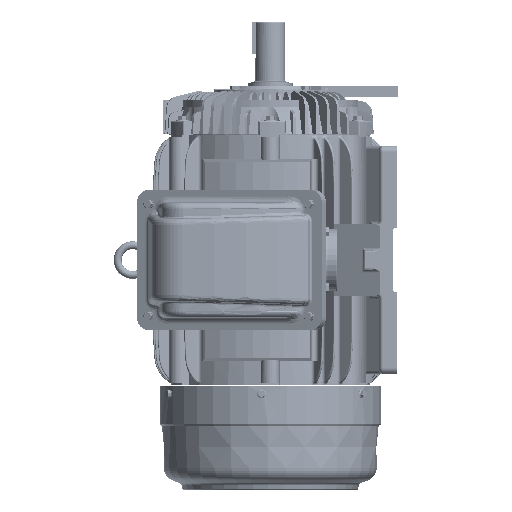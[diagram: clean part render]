
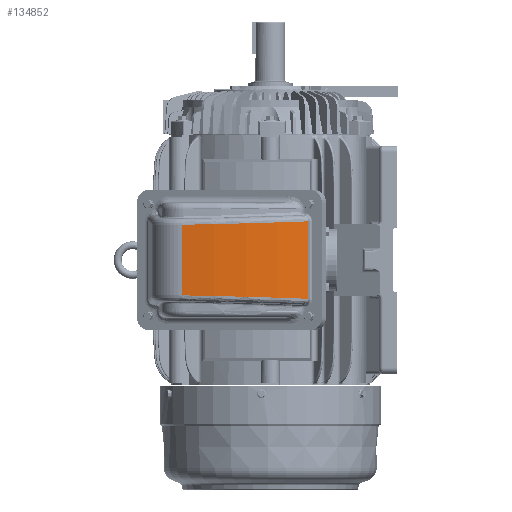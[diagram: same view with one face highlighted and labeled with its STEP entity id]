
A CAD part, left-side view. The second image highlights one B-rep face of the part: STEP entity #134852.
In plain terms, the highlighted cylindrical face has radius 520 mm (diameter 1040 mm), a partial arc.
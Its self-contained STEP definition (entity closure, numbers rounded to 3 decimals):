
#132912=CARTESIAN_POINT('Vertex',(-394.673,-61.145,61.951)) ;
#132916=CARTESIAN_POINT('Control Point',(-394.673,-61.145,61.951)) ;
#132917=CARTESIAN_POINT('Control Point',(-394.671,-61.152,61.823)) ;
#132918=CARTESIAN_POINT('Control Point',(-394.67,-61.155,61.695)) ;
#132919=CARTESIAN_POINT('Control Point',(-394.67,-61.155,61.567)) ;
#132920=CARTESIAN_POINT('Vertex',(-394.67,-61.155,61.567)) ;
#132948=CARTESIAN_POINT('Line Origine',(-394.67,-61.155,0.)) ;
#132952=CARTESIAN_POINT('Vertex',(-394.67,-61.155,-61.567)) ;
#132973=CARTESIAN_POINT('Control Point',(-394.67,-61.155,-61.567)) ;
#132974=CARTESIAN_POINT('Control Point',(-394.67,-61.155,-61.695)) ;
#132975=CARTESIAN_POINT('Control Point',(-394.671,-61.152,-61.823)) ;
#132976=CARTESIAN_POINT('Control Point',(-394.673,-61.145,-61.951)) ;
#132977=CARTESIAN_POINT('Vertex',(-394.673,-61.145,-61.951)) ;
#134652=CARTESIAN_POINT('Vertex',(-411.088,141.343,56.474)) ;
#134762=CARTESIAN_POINT('Control Point',(-412.864,39.278,58.774)) ;
#134763=CARTESIAN_POINT('Control Point',(-414.517,59.658,58.223)) ;
#134764=CARTESIAN_POINT('Control Point',(-415.168,80.12,57.716)) ;
#134765=CARTESIAN_POINT('Control Point',(-414.811,100.599,57.254)) ;
#134766=CARTESIAN_POINT('Control Point',(-413.449,121.029,56.84)) ;
#134767=CARTESIAN_POINT('Control Point',(-411.088,141.343,56.474)) ;
#134768=CARTESIAN_POINT('Vertex',(-412.864,39.278,58.774)) ;
#134772=CARTESIAN_POINT('Control Point',(-394.673,-61.145,61.951)) ;
#134773=CARTESIAN_POINT('Control Point',(-400.273,-41.486,61.235)) ;
#134774=CARTESIAN_POINT('Control Point',(-404.907,-21.549,60.558)) ;
#134775=CARTESIAN_POINT('Control Point',(-408.557,-1.4,59.921)) ;
#134776=CARTESIAN_POINT('Control Point',(-411.211,18.898,59.325)) ;
#134777=CARTESIAN_POINT('Control Point',(-412.864,39.278,58.774)) ;
#134791=CARTESIAN_POINT('Axis2P3D Location',(105.435,81.306,0.)) ;
#134796=CARTESIAN_POINT('Line Origine',(-411.088,141.343,0.)) ;
#134800=CARTESIAN_POINT('Vertex',(-411.088,141.343,-56.474)) ;
#134804=CARTESIAN_POINT('Control Point',(-411.088,141.343,-56.474)) ;
#134805=CARTESIAN_POINT('Control Point',(-412.263,131.23,-56.656)) ;
#134806=CARTESIAN_POINT('Control Point',(-413.194,121.067,-56.85)) ;
#134807=CARTESIAN_POINT('Control Point',(-413.875,110.874,-57.057)) ;
#134808=CARTESIAN_POINT('Control Point',(-414.627,93.067,-57.438)) ;
#134809=CARTESIAN_POINT('Control Point',(-414.613,75.177,-57.856)) ;
#134810=CARTESIAN_POINT('Control Point',(-414.468,67.543,-58.041)) ;
#134811=CARTESIAN_POINT('Control Point',(-414.131,58.568,-58.266)) ;
#134812=CARTESIAN_POINT('Control Point',(-413.6,49.588,-58.5)) ;
#134813=CARTESIAN_POINT('Control Point',(-413.52,48.323,-58.533)) ;
#134814=CARTESIAN_POINT('Control Point',(-413.38,46.17,-58.59)) ;
#134815=CARTESIAN_POINT('Control Point',(-413.225,43.979,-58.648)) ;
#134816=CARTESIAN_POINT('Control Point',(-413.157,43.041,-58.673)) ;
#134817=CARTESIAN_POINT('Control Point',(-413.064,41.803,-58.706)) ;
#134818=CARTESIAN_POINT('Control Point',(-412.967,40.564,-58.739)) ;
#134819=CARTESIAN_POINT('Control Point',(-412.945,40.289,-58.747)) ;
#134820=CARTESIAN_POINT('Control Point',(-412.916,39.921,-58.757)) ;
#134821=CARTESIAN_POINT('Control Point',(-412.886,39.553,-58.767)) ;
#134822=CARTESIAN_POINT('Control Point',(-412.879,39.465,-58.769)) ;
#134823=CARTESIAN_POINT('Control Point',(-412.871,39.368,-58.772)) ;
#134824=CARTESIAN_POINT('Control Point',(-412.864,39.278,-58.774)) ;
#134825=CARTESIAN_POINT('Vertex',(-412.864,39.278,-58.774)) ;
#134829=CARTESIAN_POINT('Control Point',(-412.864,39.278,-58.774)) ;
#134830=CARTESIAN_POINT('Control Point',(-412.195,31.021,-58.997)) ;
#134831=CARTESIAN_POINT('Control Point',(-411.359,22.755,-59.229)) ;
#134832=CARTESIAN_POINT('Control Point',(-410.356,14.495,-59.467)) ;
#134833=CARTESIAN_POINT('Control Point',(-408.016,-2.016,-59.96)) ;
#134834=CARTESIAN_POINT('Control Point',(-405.,-18.504,-60.483)) ;
#134835=CARTESIAN_POINT('Control Point',(-403.321,-26.743,-60.752)) ;
#134836=CARTESIAN_POINT('Control Point',(-400.656,-38.584,-61.15)) ;
#134837=CARTESIAN_POINT('Control Point',(-397.635,-50.383,-61.564)) ;
#134838=CARTESIAN_POINT('Control Point',(-396.681,-53.975,-61.691)) ;
#134839=CARTESIAN_POINT('Control Point',(-395.693,-57.563,-61.82)) ;
#134840=CARTESIAN_POINT('Control Point',(-394.673,-61.145,-61.951)) ;
#132949=DIRECTION('Vector Direction',(0.,0.,-1.)) ;
#134792=DIRECTION('Axis2P3D Direction',(0.,0.,-1.)) ;
#134793=DIRECTION('Axis2P3D XDirection',(-0.962,-0.274,0.)) ;
#134797=DIRECTION('Vector Direction',(0.,0.,-1.)) ;
#134794=AXIS2_PLACEMENT_3D('Cylinder Axis2P3D',#134791,#134792,#134793) ;
#134843=ORIENTED_EDGE('',*,*,#134802,.T.) ;
#134844=ORIENTED_EDGE('',*,*,#134827,.T.) ;
#134845=ORIENTED_EDGE('',*,*,#134841,.T.) ;
#134846=ORIENTED_EDGE('',*,*,#132979,.F.) ;
#134847=ORIENTED_EDGE('',*,*,#132954,.F.) ;
#134848=ORIENTED_EDGE('',*,*,#132922,.F.) ;
#134849=ORIENTED_EDGE('',*,*,#134778,.T.) ;
#134850=ORIENTED_EDGE('',*,*,#134770,.T.) ;
#132950=VECTOR('Line Direction',#132949,1.) ;
#134798=VECTOR('Line Direction',#134797,1.) ;
#134852=ADVANCED_FACE('326T-31101F104X106N-1-solid1',(#134851),#134795,.T.) ;
#132915=B_SPLINE_CURVE_WITH_KNOTS('',3,(#132916,#132917,#132918,#132919),.UNSPECIFIED.,.F.,.U.,(4,4),(0.,0.543),.UNSPECIFIED.) ;
#132972=B_SPLINE_CURVE_WITH_KNOTS('',3,(#132973,#132974,#132975,#132976),.UNSPECIFIED.,.F.,.U.,(4,4),(0.,0.543),.UNSPECIFIED.) ;
#134761=B_SPLINE_CURVE_WITH_KNOTS('',5,(#134762,#134763,#134764,#134765,#134766,#134767),.UNSPECIFIED.,.F.,.U.,(6,6),(159.167,260.994),.UNSPECIFIED.) ;
#134771=B_SPLINE_CURVE_WITH_KNOTS('',5,(#134772,#134773,#134774,#134775,#134776,#134777),.UNSPECIFIED.,.F.,.U.,(6,6),(57.339,159.167),.UNSPECIFIED.) ;
#134803=B_SPLINE_CURVE_WITH_KNOTS('',5,(#134804,#134805,#134806,#134807,#134808,#134809,#134810,#134811,#134812,#134813,#134814,#134815,#134816,#134817,#134818,#134819,#134820,#134821,#134822,#134823,#134824),.UNSPECIFIED.,.F.,.U.,(6,3,3,3,3,3,6),(0.,72.608,126.485,135.85,142.627,144.568,145.216),.UNSPECIFIED.) ;
#134828=B_SPLINE_CURVE_WITH_KNOTS('',5,(#134829,#134830,#134831,#134832,#134833,#134834,#134835,#134836,#134837,#134838,#134839,#134840),.UNSPECIFIED.,.F.,.U.,(6,3,3,6),(0.,59.364,118.728,144.767),.UNSPECIFIED.) ;
#134795=CYLINDRICAL_SURFACE('generated cylinder',#134794,520.) ;
#132922=EDGE_CURVE('',#132913,#132921,#132915,.T.) ;
#132954=EDGE_CURVE('',#132921,#132953,#132951,.T.) ;
#132979=EDGE_CURVE('',#132953,#132978,#132972,.T.) ;
#134770=EDGE_CURVE('',#134769,#134653,#134761,.T.) ;
#134778=EDGE_CURVE('',#132913,#134769,#134771,.T.) ;
#134802=EDGE_CURVE('',#134653,#134801,#134799,.T.) ;
#134827=EDGE_CURVE('',#134801,#134826,#134803,.T.) ;
#134841=EDGE_CURVE('',#134826,#132978,#134828,.T.) ;
#134842=EDGE_LOOP('',(#134843,#134844,#134845,#134846,#134847,#134848,#134849,#134850)) ;
#134851=FACE_OUTER_BOUND('',#134842,.T.) ;
#132951=LINE('Line',#132948,#132950) ;
#134799=LINE('Line',#134796,#134798) ;
#132913=VERTEX_POINT('',#132912) ;
#132921=VERTEX_POINT('',#132920) ;
#132953=VERTEX_POINT('',#132952) ;
#132978=VERTEX_POINT('',#132977) ;
#134653=VERTEX_POINT('',#134652) ;
#134769=VERTEX_POINT('',#134768) ;
#134801=VERTEX_POINT('',#134800) ;
#134826=VERTEX_POINT('',#134825) ;
